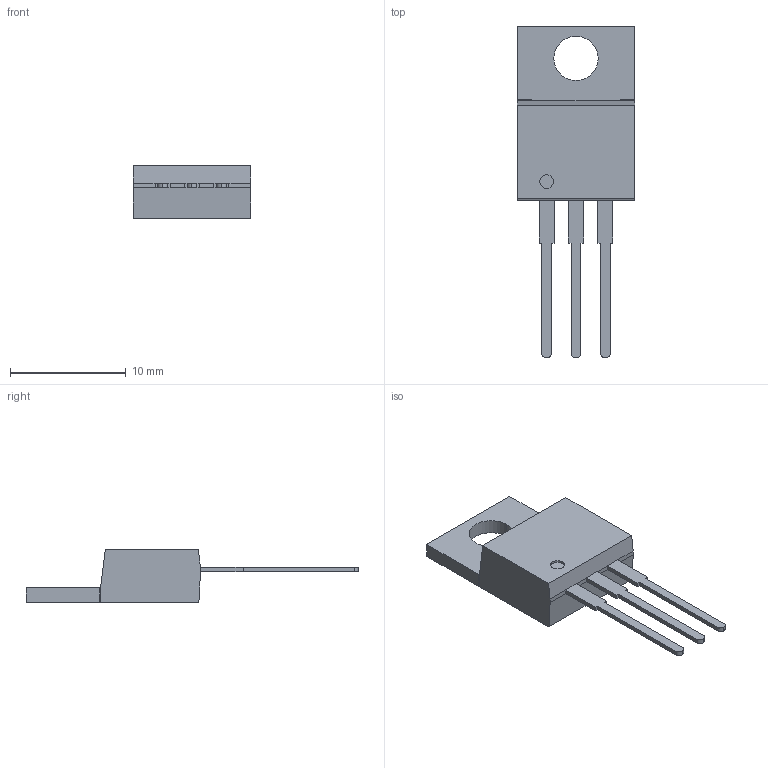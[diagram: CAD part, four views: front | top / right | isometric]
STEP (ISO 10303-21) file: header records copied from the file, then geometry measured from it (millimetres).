
FILE_DESCRIPTION(('STEP AP214'),'1');
FILE_NAME('lm317at_nopb.stp','2020-03-14T04:25:55',('TraceParts'),('TraceParts S.A.'),'Spatial InterOp 3D',' ',' ');
FILE_SCHEMA(('AUTOMOTIVE_DESIGN { 1 0 10303 214 1 1 1 1 }'));
Length unit declared in the file: millimetre
Products named in the file (1): lm317at_nopb
Bounding box: 10.16 x 28.7 x 4.57 mm (x, y, z)
Volume: 470.3 mm3; surface area: 629.7 mm2
Topology: 1 solids, 1 shells, 67 faces, 190 edges, 126 vertices
Faces by surface type: plane 57, cylinder 10
Entity records: 2704 total; most frequent: CARTESIAN_POINT 384, ORIENTED_EDGE 380, DIRECTION 346, EDGE_CURVE 190, LINE 170, VECTOR 170, VERTEX_POINT 126, AXIS2_PLACEMENT_3D 88
